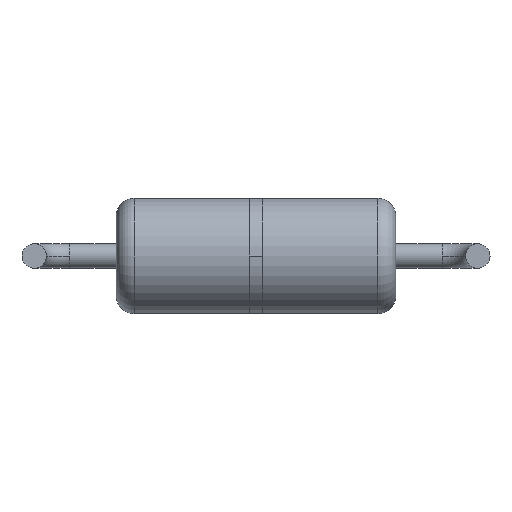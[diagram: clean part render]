
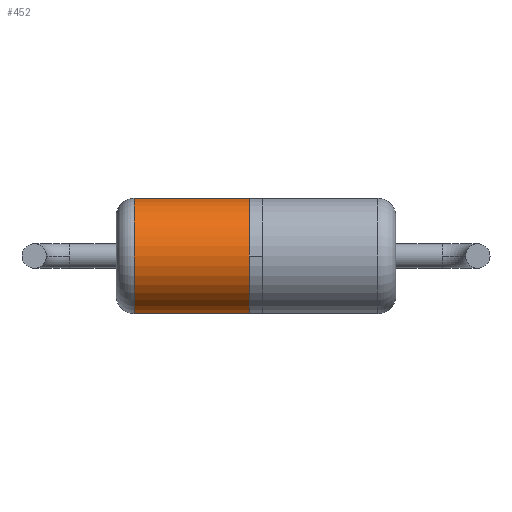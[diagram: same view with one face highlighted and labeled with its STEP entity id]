
A CAD part, front view. The second image highlights one B-rep face of the part: STEP entity #452.
In plain terms, the highlighted cylindrical face has radius 1.3 mm (diameter 2.6 mm), a partial arc.
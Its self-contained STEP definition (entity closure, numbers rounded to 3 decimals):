
#5 = CIRCLE ( 'NONE', #801, 1.3 ) ;
#35 = ORIENTED_EDGE ( 'NONE', *, *, #539, .F. ) ;
#54 = VERTEX_POINT ( 'NONE', #825 ) ;
#75 = ORIENTED_EDGE ( 'NONE', *, *, #905, .T. ) ;
#124 = EDGE_LOOP ( 'NONE', ( #35, #75, #744, #555 ) ) ;
#126 = CARTESIAN_POINT ( 'NONE',  ( 3.15, 1.3, -1.3 ) ) ;
#168 = CARTESIAN_POINT ( 'NONE',  ( 3.15, 1.3, 1.3 ) ) ;
#171 = VECTOR ( 'NONE', #335, 1000. ) ;
#177 = DIRECTION ( 'NONE',  ( 0., 0., -1. ) ) ;
#262 = DIRECTION ( 'NONE',  ( 0., -1., 0. ) ) ;
#274 = FACE_OUTER_BOUND ( 'NONE', #124, .T. ) ;
#335 = DIRECTION ( 'NONE',  ( -1., 0., 0. ) ) ;
#338 = CARTESIAN_POINT ( 'NONE',  ( -0.15, 1.3, 0. ) ) ;
#367 = CARTESIAN_POINT ( 'NONE',  ( -2.75, 1.3, 0. ) ) ;
#394 = CARTESIAN_POINT ( 'NONE',  ( -2.75, 1.3, 1.3 ) ) ;
#402 = DIRECTION ( 'NONE',  ( -1., 0., 0. ) ) ;
#444 = CARTESIAN_POINT ( 'NONE',  ( -2.75, 1.3, -1.3 ) ) ;
#452 = ADVANCED_FACE ( 'NONE', ( #274 ), #567, .T. ) ;
#485 = AXIS2_PLACEMENT_3D ( 'NONE', #338, #612, #262 ) ;
#490 = AXIS2_PLACEMENT_3D ( 'NONE', #560, #402, #697 ) ;
#533 = DIRECTION ( 'NONE',  ( 1., 0., 0. ) ) ;
#539 = EDGE_CURVE ( 'NONE', #695, #657, #619, .T. ) ;
#555 = ORIENTED_EDGE ( 'NONE', *, *, #716, .T. ) ;
#560 = CARTESIAN_POINT ( 'NONE',  ( 3.15, 1.3, 0. ) ) ;
#567 = CYLINDRICAL_SURFACE ( 'NONE', #490, 1.3 ) ;
#582 = CARTESIAN_POINT ( 'NONE',  ( -0.15, 1.3, -1.3 ) ) ;
#589 = VECTOR ( 'NONE', #809, 1000. ) ;
#612 = DIRECTION ( 'NONE',  ( -1., 0., 0. ) ) ;
#619 = LINE ( 'NONE', #126, #171 ) ;
#657 = VERTEX_POINT ( 'NONE', #444 ) ;
#695 = VERTEX_POINT ( 'NONE', #582 ) ;
#697 = DIRECTION ( 'NONE',  ( 0., 0., 1. ) ) ;
#716 = EDGE_CURVE ( 'NONE', #892, #657, #5, .T. ) ;
#744 = ORIENTED_EDGE ( 'NONE', *, *, #763, .T. ) ;
#763 = EDGE_CURVE ( 'NONE', #54, #892, #813, .T. ) ;
#769 = CIRCLE ( 'NONE', #485, 1.3 ) ;
#801 = AXIS2_PLACEMENT_3D ( 'NONE', #367, #533, #177 ) ;
#809 = DIRECTION ( 'NONE',  ( -1., 0., 0. ) ) ;
#813 = LINE ( 'NONE', #168, #589 ) ;
#825 = CARTESIAN_POINT ( 'NONE',  ( -0.15, 1.3, 1.3 ) ) ;
#892 = VERTEX_POINT ( 'NONE', #394 ) ;
#905 = EDGE_CURVE ( 'NONE', #695, #54, #769, .T. ) ;
